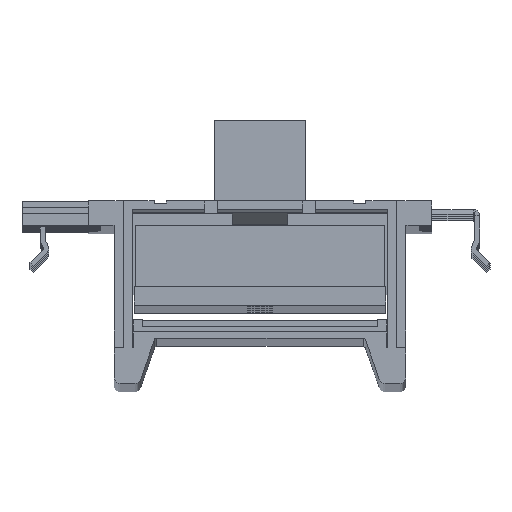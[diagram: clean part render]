
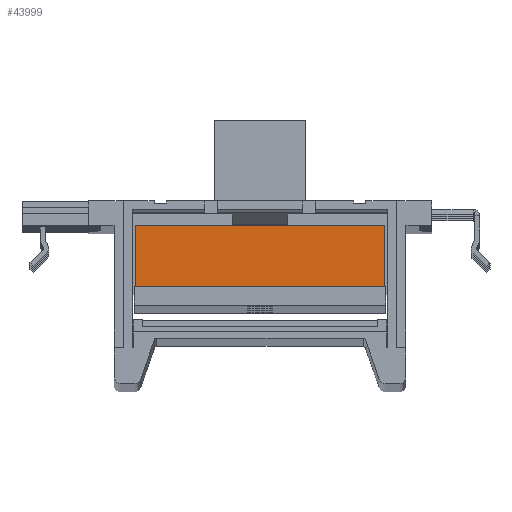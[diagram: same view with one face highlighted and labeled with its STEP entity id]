
A CAD part, top view. The second image highlights one B-rep face of the part: STEP entity #43999.
In plain terms, the highlighted planar face has unit normal (0, 0, 1).
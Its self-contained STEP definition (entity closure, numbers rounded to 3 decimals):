
#164 = EDGE_CURVE ( 'NONE', #18429, #6668, #39655, .T. ) ;
#2279 = AXIS2_PLACEMENT_3D ( 'NONE', #5101, #12275, #43246 ) ;
#3317 = LINE ( 'NONE', #12421, #34295 ) ;
#4769 = LINE ( 'NONE', #8527, #40675 ) ;
#5101 = CARTESIAN_POINT ( 'NONE',  ( -10.16, 12.002, 191.75 ) ) ;
#5433 = FACE_OUTER_BOUND ( 'NONE', #7678, .T. ) ;
#6667 = DIRECTION ( 'NONE',  ( 0., 1., 0. ) ) ;
#6668 = VERTEX_POINT ( 'NONE', #11698 ) ;
#7670 = DIRECTION ( 'NONE',  ( -1., 0., 0. ) ) ;
#7678 = EDGE_LOOP ( 'NONE', ( #25898, #9982, #32242, #41580 ) ) ;
#8527 = CARTESIAN_POINT ( 'NONE',  ( -10.16, 7.002, 191.75 ) ) ;
#9982 = ORIENTED_EDGE ( 'NONE', *, *, #16843, .T. ) ;
#10761 = VERTEX_POINT ( 'NONE', #26089 ) ;
#11698 = CARTESIAN_POINT ( 'NONE',  ( -10.16, 12.002, 191.75 ) ) ;
#12275 = DIRECTION ( 'NONE',  ( 0., 0., -1. ) ) ;
#12421 = CARTESIAN_POINT ( 'NONE',  ( -10.16, 7.002, 191.75 ) ) ;
#16708 = LINE ( 'NONE', #33844, #34101 ) ;
#16843 = EDGE_CURVE ( 'NONE', #28954, #10761, #4769, .T. ) ;
#17040 = EDGE_CURVE ( 'NONE', #10761, #18429, #16708, .T. ) ;
#18429 = VERTEX_POINT ( 'NONE', #18565 ) ;
#18521 = DIRECTION ( 'NONE',  ( 1., 0., 0. ) ) ;
#18565 = CARTESIAN_POINT ( 'NONE',  ( 10.16, 12.002, 191.75 ) ) ;
#22451 = PLANE ( 'NONE',  #2279 ) ;
#25002 = CARTESIAN_POINT ( 'NONE',  ( -10.16, 12.002, 191.75 ) ) ;
#25898 = ORIENTED_EDGE ( 'NONE', *, *, #39865, .T. ) ;
#26089 = CARTESIAN_POINT ( 'NONE',  ( 10.16, 7.002, 191.75 ) ) ;
#28954 = VERTEX_POINT ( 'NONE', #40997 ) ;
#29836 = DIRECTION ( 'NONE',  ( 0., -1., 0. ) ) ;
#32242 = ORIENTED_EDGE ( 'NONE', *, *, #17040, .T. ) ;
#33844 = CARTESIAN_POINT ( 'NONE',  ( 10.16, 7.002, 191.75 ) ) ;
#34101 = VECTOR ( 'NONE', #6667, 1000. ) ;
#34295 = VECTOR ( 'NONE', #29836, 1000. ) ;
#38011 = VECTOR ( 'NONE', #7670, 1000. ) ;
#39655 = LINE ( 'NONE', #25002, #38011 ) ;
#39865 = EDGE_CURVE ( 'NONE', #6668, #28954, #3317, .T. ) ;
#40675 = VECTOR ( 'NONE', #18521, 1000. ) ;
#40997 = CARTESIAN_POINT ( 'NONE',  ( -10.16, 7.002, 191.75 ) ) ;
#41580 = ORIENTED_EDGE ( 'NONE', *, *, #164, .T. ) ;
#43246 = DIRECTION ( 'NONE',  ( -1., 0., 0. ) ) ;
#43999 = ADVANCED_FACE ( 'NONE', ( #5433 ), #22451, .F. ) ;
